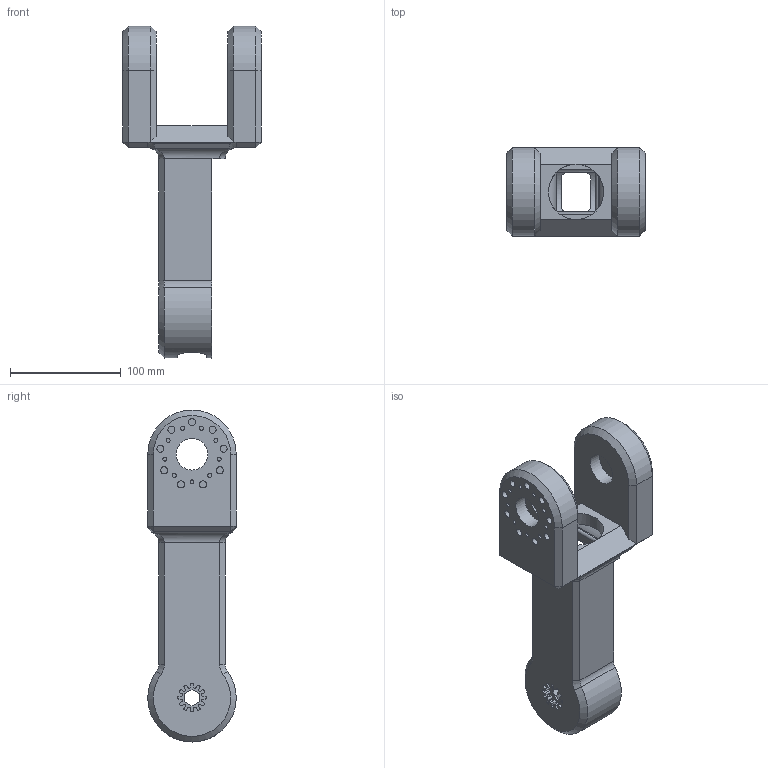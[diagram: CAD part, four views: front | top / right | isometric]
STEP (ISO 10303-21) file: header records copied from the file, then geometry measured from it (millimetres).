
FILE_DESCRIPTION(/* description */ ('STEP AP242 Edition 2','CAx-IF Rec.Pracs.---Representation and Presentation of Product Manufacturing Information (PMI)---4.0---2014-10-13','CAx-IF Rec.Pracs.---3D Tessellated Geometry---0.4---2014-09-14','2;1','CAx-IF Rec.Pracs.---User Defined Attributes---1.5---2016-08-15'),/* implementation_level */ '2;1');
FILE_NAME(/* name */ '6959d2a71df1aa22cff66ba3',/* time_stamp */ '2026-01-04T02:38:32Z',/* author */ (''),/* organization */ (''),/* preprocessor_version */ 'ST-DEVELOPER v20',/* originating_system */ 'ONSHAPE BY PTC INC, 1.208',/* authorisation */ ' ');
FILE_SCHEMA (('AP242_MANAGED_MODEL_BASED_3D_ENGINEERING_MIM_LF { 1 0 10303 442 3 1 4 }'));
Length unit declared in the file: metre
Products named in the file (1): Part 1
Bounding box: 125 x 80 x 300 mm (x, y, z)
Volume: 620081 mm3; surface area: 149570.9 mm2
Topology: 1 solids, 1 shells, 279 faces, 750 edges, 489 vertices
Faces by surface type: cylinder 134, plane 130, cone 11, bspline 4
Full cylindrical faces by diameter (mm): 3.6 x18, 6.4 x16, 28.575 x4, 50 x1
Entity records: 8735 total; most frequent: CARTESIAN_POINT 1694, DIRECTION 1509, ORIENTED_EDGE 1384, EDGE_CURVE 692, AXIS2_PLACEMENT_3D 569, VERTEX_POINT 472, EDGE_LOOP 384, FACE_BOUND 384
